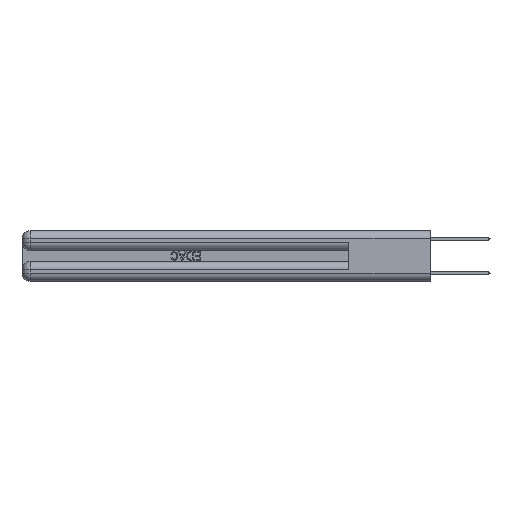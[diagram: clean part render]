
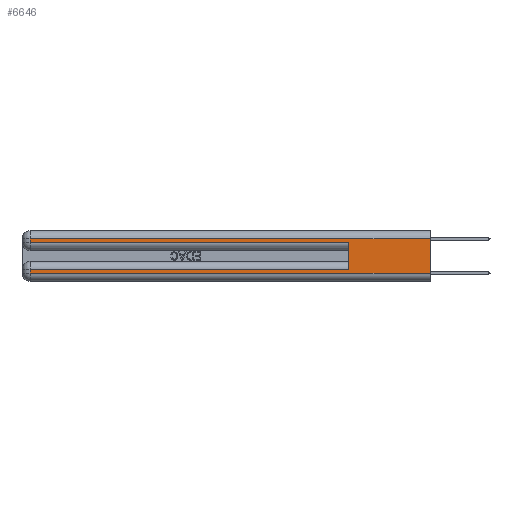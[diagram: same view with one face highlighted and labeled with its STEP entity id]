
A CAD part, left-side view. The second image highlights one B-rep face of the part: STEP entity #6646.
In plain terms, the highlighted planar face has unit normal (-1, 0, 0).
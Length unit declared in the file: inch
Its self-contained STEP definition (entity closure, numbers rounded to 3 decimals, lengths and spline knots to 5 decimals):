
#705 = EDGE_LOOP ( 'NONE', ( #26308, #8833, #17246, #26236, #22026, #27562, #19356, #10231 ) ) ;
#870 = DIRECTION ( 'NONE',  ( 0., -1., 0. ) ) ;
#934 = DIRECTION ( 'NONE',  ( 0., 0., -1. ) ) ;
#1538 = VECTOR ( 'NONE', #14277, 39.37008 ) ;
#1802 = DIRECTION ( 'NONE',  ( 0., 0., -1. ) ) ;
#3317 = LINE ( 'NONE', #18852, #10298 ) ;
#3828 = VECTOR ( 'NONE', #23699, 39.37008 ) ;
#3876 = CARTESIAN_POINT ( 'NONE',  ( 0., 2.94, 0.085 ) ) ;
#4564 = VERTEX_POINT ( 'NONE', #17528 ) ;
#4598 = VERTEX_POINT ( 'NONE', #17105 ) ;
#4974 = VECTOR ( 'NONE', #25868, 39.37008 ) ;
#5068 = CARTESIAN_POINT ( 'NONE',  ( 0., 0.6, 0.145 ) ) ;
#5215 = DIRECTION ( 'NONE',  ( 0., 0., 1. ) ) ;
#5612 = VECTOR ( 'NONE', #1802, 39.37008 ) ;
#5855 = LINE ( 'NONE', #16946, #27801 ) ;
#6246 = CARTESIAN_POINT ( 'NONE',  ( 0., 0., 0.37 ) ) ;
#6646 = ADVANCED_FACE ( 'NONE', ( #14024 ), #24941, .F. ) ;
#7845 = EDGE_CURVE ( 'NONE', #24223, #16229, #25855, .T. ) ;
#8230 = EDGE_CURVE ( 'NONE', #11262, #20165, #14132, .T. ) ;
#8423 = DIRECTION ( 'NONE',  ( 0., 0., -1. ) ) ;
#8444 = CARTESIAN_POINT ( 'NONE',  ( 0., 2.94, 0.37 ) ) ;
#8833 = ORIENTED_EDGE ( 'NONE', *, *, #23504, .T. ) ;
#9958 = CARTESIAN_POINT ( 'NONE',  ( 0., 0., 0.085 ) ) ;
#10231 = ORIENTED_EDGE ( 'NONE', *, *, #25586, .T. ) ;
#10298 = VECTOR ( 'NONE', #870, 39.37008 ) ;
#11262 = VERTEX_POINT ( 'NONE', #19908 ) ;
#11329 = EDGE_CURVE ( 'NONE', #11262, #24223, #16157, .T. ) ;
#13399 = CARTESIAN_POINT ( 'NONE',  ( 0., 2.94, 0.06 ) ) ;
#13588 = CARTESIAN_POINT ( 'NONE',  ( 0., 0., 0.37 ) ) ;
#13959 = VECTOR ( 'NONE', #5215, 39.37008 ) ;
#14024 = FACE_OUTER_BOUND ( 'NONE', #705, .T. ) ;
#14132 = LINE ( 'NONE', #5068, #13959 ) ;
#14167 = DIRECTION ( 'NONE',  ( 1., 0., 0. ) ) ;
#14277 = DIRECTION ( 'NONE',  ( 0., 1., 0. ) ) ;
#16157 = LINE ( 'NONE', #9958, #1538 ) ;
#16229 = VERTEX_POINT ( 'NONE', #13399 ) ;
#16449 = LINE ( 'NONE', #27777, #27835 ) ;
#16843 = EDGE_CURVE ( 'NONE', #19084, #4564, #17193, .T. ) ;
#16946 = CARTESIAN_POINT ( 'NONE',  ( 0., 2.94, 0.37 ) ) ;
#17105 = CARTESIAN_POINT ( 'NONE',  ( 0., 2.94, 0.285 ) ) ;
#17193 = LINE ( 'NONE', #6246, #5612 ) ;
#17246 = ORIENTED_EDGE ( 'NONE', *, *, #20506, .T. ) ;
#17528 = CARTESIAN_POINT ( 'NONE',  ( 0., 0., 0.06 ) ) ;
#18098 = CARTESIAN_POINT ( 'NONE',  ( 0., 0., 0.31 ) ) ;
#18798 = EDGE_CURVE ( 'NONE', #4598, #20165, #3317, .T. ) ;
#18852 = CARTESIAN_POINT ( 'NONE',  ( 0., 0., 0.285 ) ) ;
#19084 = VERTEX_POINT ( 'NONE', #18098 ) ;
#19356 = ORIENTED_EDGE ( 'NONE', *, *, #7845, .T. ) ;
#19908 = CARTESIAN_POINT ( 'NONE',  ( 0., 0.6, 0.085 ) ) ;
#20165 = VERTEX_POINT ( 'NONE', #24702 ) ;
#20506 = EDGE_CURVE ( 'NONE', #26868, #4598, #5855, .T. ) ;
#21371 = CARTESIAN_POINT ( 'NONE',  ( 0., 2.94, 0.31 ) ) ;
#22026 = ORIENTED_EDGE ( 'NONE', *, *, #8230, .F. ) ;
#23504 = EDGE_CURVE ( 'NONE', #19084, #26868, #16449, .T. ) ;
#23699 = DIRECTION ( 'NONE',  ( 0., 0., -1. ) ) ;
#24223 = VERTEX_POINT ( 'NONE', #3876 ) ;
#24276 = LINE ( 'NONE', #26003, #4974 ) ;
#24702 = CARTESIAN_POINT ( 'NONE',  ( 0., 0.6, 0.285 ) ) ;
#24941 = PLANE ( 'NONE',  #26555 ) ;
#25196 = DIRECTION ( 'NONE',  ( 0., 1., 0. ) ) ;
#25586 = EDGE_CURVE ( 'NONE', #16229, #4564, #24276, .T. ) ;
#25855 = LINE ( 'NONE', #8444, #3828 ) ;
#25868 = DIRECTION ( 'NONE',  ( 0., -1., 0. ) ) ;
#26003 = CARTESIAN_POINT ( 'NONE',  ( 0., 0., 0.06 ) ) ;
#26236 = ORIENTED_EDGE ( 'NONE', *, *, #18798, .T. ) ;
#26308 = ORIENTED_EDGE ( 'NONE', *, *, #16843, .F. ) ;
#26555 = AXIS2_PLACEMENT_3D ( 'NONE', #13588, #14167, #934 ) ;
#26868 = VERTEX_POINT ( 'NONE', #21371 ) ;
#27562 = ORIENTED_EDGE ( 'NONE', *, *, #11329, .T. ) ;
#27777 = CARTESIAN_POINT ( 'NONE',  ( 0., 0., 0.31 ) ) ;
#27801 = VECTOR ( 'NONE', #8423, 39.37008 ) ;
#27835 = VECTOR ( 'NONE', #25196, 39.37008 ) ;
